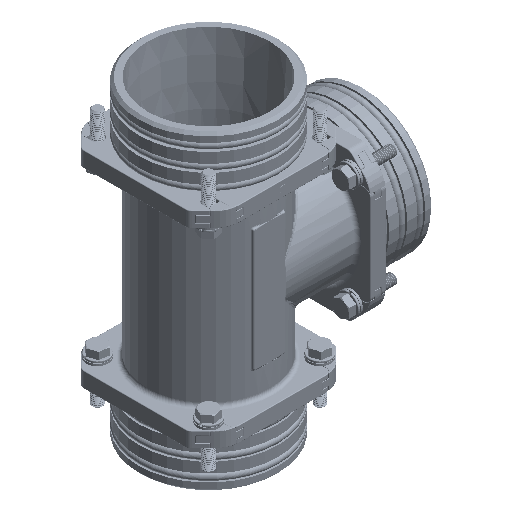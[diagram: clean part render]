
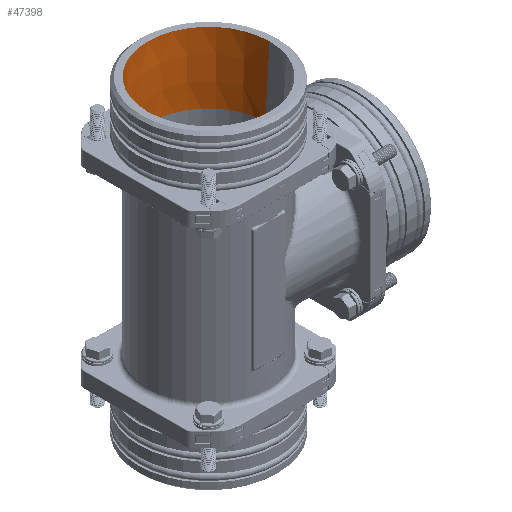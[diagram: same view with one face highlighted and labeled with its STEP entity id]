
A CAD part, isometric view. The second image highlights one B-rep face of the part: STEP entity #47398.
In plain terms, the highlighted conical face has half-angle 3.5 degrees and reference radius 47.211 mm.
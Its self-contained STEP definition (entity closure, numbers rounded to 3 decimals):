
#3047 = VECTOR ( 'NONE', #29354, 1000. ) ;
#6087 = AXIS2_PLACEMENT_3D ( 'NONE', #85267, #106099, #30413 ) ;
#7803 = VERTEX_POINT ( 'NONE', #120673 ) ;
#10568 = LINE ( 'NONE', #20232, #3047 ) ;
#13023 = DIRECTION ( 'NONE',  ( 1., 0., 0. ) ) ;
#19873 = CONICAL_SURFACE ( 'NONE', #112840, 47.211, 0.061 ) ;
#20232 = CARTESIAN_POINT ( 'NONE',  ( -47.211, 0., 120.5 ) ) ;
#25256 = CARTESIAN_POINT ( 'NONE',  ( -47.211, 0., 120.5 ) ) ;
#29354 = DIRECTION ( 'NONE',  ( -0.061, 0., 0.998 ) ) ;
#30413 = DIRECTION ( 'NONE',  ( 1., 0., 0. ) ) ;
#30866 = CARTESIAN_POINT ( 'NONE',  ( 0., 0., 120.5 ) ) ;
#32080 = AXIS2_PLACEMENT_3D ( 'NONE', #30866, #69932, #13023 ) ;
#32322 = VECTOR ( 'NONE', #34216, 1000. ) ;
#34216 = DIRECTION ( 'NONE',  ( 0.061, 0., 0.998 ) ) ;
#39535 = EDGE_CURVE ( 'NONE', #56286, #52630, #10568, .T. ) ;
#42390 = EDGE_LOOP ( 'NONE', ( #108622, #113594, #45351, #77882 ) ) ;
#44376 = LINE ( 'NONE', #70820, #32322 ) ;
#45351 = ORIENTED_EDGE ( 'NONE', *, *, #55042, .T. ) ;
#47398 = ADVANCED_FACE ( 'NONE', ( #122572 ), #19873, .F. ) ;
#52630 = VERTEX_POINT ( 'NONE', #25256 ) ;
#52693 = CARTESIAN_POINT ( 'NONE',  ( -44., 0., 68. ) ) ;
#55042 = EDGE_CURVE ( 'NONE', #110269, #7803, #44376, .T. ) ;
#56286 = VERTEX_POINT ( 'NONE', #52693 ) ;
#57569 = CIRCLE ( 'NONE', #6087, 44. ) ;
#69932 = DIRECTION ( 'NONE',  ( 0., 0., 1. ) ) ;
#70567 = DIRECTION ( 'NONE',  ( 1., 0., 0. ) ) ;
#70820 = CARTESIAN_POINT ( 'NONE',  ( 47.211, 0., 120.5 ) ) ;
#71683 = CIRCLE ( 'NONE', #32080, 47.211 ) ;
#77882 = ORIENTED_EDGE ( 'NONE', *, *, #97006, .T. ) ;
#79298 = CARTESIAN_POINT ( 'NONE',  ( 0., 0., 120.5 ) ) ;
#79945 = CARTESIAN_POINT ( 'NONE',  ( 44., 0., 68. ) ) ;
#83569 = EDGE_CURVE ( 'NONE', #110269, #56286, #57569, .T. ) ;
#85267 = CARTESIAN_POINT ( 'NONE',  ( 0., 0., 68. ) ) ;
#97006 = EDGE_CURVE ( 'NONE', #7803, #52630, #71683, .T. ) ;
#106099 = DIRECTION ( 'NONE',  ( 0., 0., 1. ) ) ;
#108622 = ORIENTED_EDGE ( 'NONE', *, *, #39535, .F. ) ;
#110269 = VERTEX_POINT ( 'NONE', #79945 ) ;
#112840 = AXIS2_PLACEMENT_3D ( 'NONE', #79298, #118454, #70567 ) ;
#113594 = ORIENTED_EDGE ( 'NONE', *, *, #83569, .F. ) ;
#118454 = DIRECTION ( 'NONE',  ( 0., 0., 1. ) ) ;
#120673 = CARTESIAN_POINT ( 'NONE',  ( 47.211, 0., 120.5 ) ) ;
#122572 = FACE_OUTER_BOUND ( 'NONE', #42390, .T. ) ;
